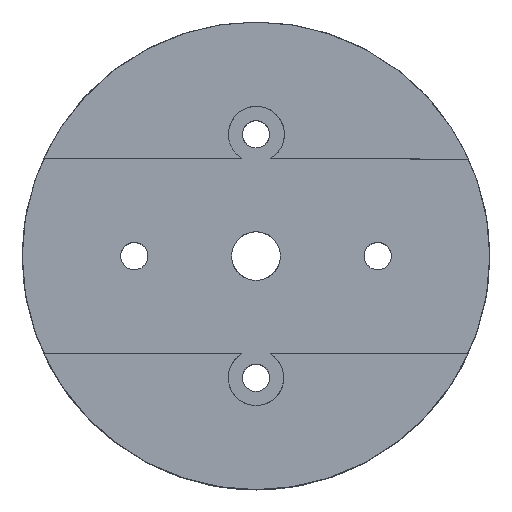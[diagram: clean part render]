
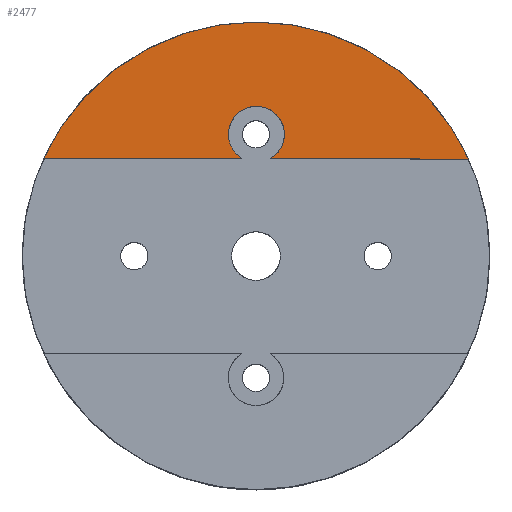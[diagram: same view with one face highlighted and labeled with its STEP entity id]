
A CAD part, top view. The second image highlights one B-rep face of the part: STEP entity #2477.
In plain terms, the highlighted free-form (B-spline) face has degree [1, 1] with [2, 2] control points.
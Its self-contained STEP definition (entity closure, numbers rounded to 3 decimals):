
#2408=(
BOUNDED_SURFACE()
B_SPLINE_SURFACE(1,1,((#2409,#2410),(#2411,#2412)),.UNSPECIFIED.,.F.,.F.,.F.)
B_SPLINE_SURFACE_WITH_KNOTS((2,2),(2,2),(0.000,1.000),(0.000,1.000),.UNSPECIFIED.)
GEOMETRIC_REPRESENTATION_ITEM()
RATIONAL_B_SPLINE_SURFACE(((1.,1.),(1.,1.)))
REPRESENTATION_ITEM('')
SURFACE()
);
#2409=CARTESIAN_POINT('',(-21.795,24.071,7.75));
#2410=CARTESIAN_POINT('',(21.84,24.071,7.75));
#2411=CARTESIAN_POINT('',(-21.795,9.95,7.75));
#2412=CARTESIAN_POINT('',(21.84,9.95,7.75));
#2413=CARTESIAN_POINT('',(21.84,9.95,7.75));
#2414=VERTEX_POINT('',#2413);
#2415=(
BOUNDED_CURVE()
B_SPLINE_CURVE(1,(#2416,#2417),.UNSPECIFIED.,.F.,.F.)
B_SPLINE_CURVE_WITH_KNOTS((2,2),(0.000,1.000),.UNSPECIFIED.)
CURVE()
GEOMETRIC_REPRESENTATION_ITEM()
RATIONAL_B_SPLINE_CURVE((1.,1.))
REPRESENTATION_ITEM('')
);
#2416=CARTESIAN_POINT('',(21.84,9.95,7.75));
#2417=CARTESIAN_POINT('',(1.489,10.019,7.75));
#2418=CARTESIAN_POINT('',(1.489,10.019,7.75));
#2419=VERTEX_POINT('',#2418);
#2420=EDGE_CURVE('',#2414,#2419,#2415,.T.);
#2421=ORIENTED_EDGE('',*,*,#2420,.T.);
#2422=(
BOUNDED_CURVE()
B_SPLINE_CURVE(2,(#2423,#2424,#2425),.UNSPECIFIED.,.F.,.F.)
B_SPLINE_CURVE_WITH_KNOTS((3,3),(0.000,1.000),.UNSPECIFIED.)
CURVE()
GEOMETRIC_REPRESENTATION_ITEM()
RATIONAL_B_SPLINE_CURVE((1.,0.796,1.))
REPRESENTATION_ITEM('')
);
#2423=CARTESIAN_POINT('',(1.489,10.019,7.75));
#2424=CARTESIAN_POINT('',(3.379,11.12,7.75));
#2425=CARTESIAN_POINT('',(2.819,13.235,7.75));
#2426=CARTESIAN_POINT('',(2.819,13.235,7.75));
#2427=VERTEX_POINT('',#2426);
#2428=EDGE_CURVE('',#2419,#2427,#2422,.T.);
#2429=ORIENTED_EDGE('',*,*,#2428,.T.);
#2430=(
BOUNDED_CURVE()
B_SPLINE_CURVE(2,(#2431,#2432,#2433),.UNSPECIFIED.,.F.,.F.)
B_SPLINE_CURVE_WITH_KNOTS((3,3),(0.000,1.000),.UNSPECIFIED.)
CURVE()
GEOMETRIC_REPRESENTATION_ITEM()
RATIONAL_B_SPLINE_CURVE((1.,0.796,1.))
REPRESENTATION_ITEM('')
);
#2431=CARTESIAN_POINT('',(2.819,13.235,7.75));
#2432=CARTESIAN_POINT('',(2.26,15.349,7.75));
#2433=CARTESIAN_POINT('',(0.073,15.372,7.75));
#2434=CARTESIAN_POINT('',(0.073,15.372,7.75));
#2435=VERTEX_POINT('',#2434);
#2436=EDGE_CURVE('',#2427,#2435,#2430,.T.);
#2437=ORIENTED_EDGE('',*,*,#2436,.T.);
#2438=(
BOUNDED_CURVE()
B_SPLINE_CURVE(2,(#2439,#2440,#2441),.UNSPECIFIED.,.F.,.F.)
B_SPLINE_CURVE_WITH_KNOTS((3,3),(0.000,1.000),.UNSPECIFIED.)
CURVE()
GEOMETRIC_REPRESENTATION_ITEM()
RATIONAL_B_SPLINE_CURVE((1.,0.796,1.))
REPRESENTATION_ITEM('')
);
#2439=CARTESIAN_POINT('',(0.073,15.372,7.75));
#2440=CARTESIAN_POINT('',(-2.114,15.395,7.75));
#2441=CARTESIAN_POINT('',(-2.718,13.293,7.75));
#2442=CARTESIAN_POINT('',(-2.718,13.293,7.75));
#2443=VERTEX_POINT('',#2442);
#2444=EDGE_CURVE('',#2435,#2443,#2438,.T.);
#2445=ORIENTED_EDGE('',*,*,#2444,.T.);
#2446=(
BOUNDED_CURVE()
B_SPLINE_CURVE(2,(#2447,#2448,#2449),.UNSPECIFIED.,.F.,.F.)
B_SPLINE_CURVE_WITH_KNOTS((3,3),(0.000,1.000),.UNSPECIFIED.)
CURVE()
GEOMETRIC_REPRESENTATION_ITEM()
RATIONAL_B_SPLINE_CURVE((1.,0.796,1.))
REPRESENTATION_ITEM('')
);
#2447=CARTESIAN_POINT('',(-2.718,13.293,7.75));
#2448=CARTESIAN_POINT('',(-3.321,11.19,7.75));
#2449=CARTESIAN_POINT('',(-1.455,10.05,7.75));
#2450=CARTESIAN_POINT('',(-1.455,10.05,7.75));
#2451=VERTEX_POINT('',#2450);
#2452=EDGE_CURVE('',#2443,#2451,#2446,.T.);
#2453=ORIENTED_EDGE('',*,*,#2452,.T.);
#2454=(
BOUNDED_CURVE()
B_SPLINE_CURVE(1,(#2455,#2456),.UNSPECIFIED.,.F.,.F.)
B_SPLINE_CURVE_WITH_KNOTS((2,2),(0.000,1.000),.UNSPECIFIED.)
CURVE()
GEOMETRIC_REPRESENTATION_ITEM()
RATIONAL_B_SPLINE_CURVE((1.,1.))
REPRESENTATION_ITEM('')
);
#2455=CARTESIAN_POINT('',(-1.455,10.05,7.75));
#2456=CARTESIAN_POINT('',(-21.795,10.05,7.75));
#2457=CARTESIAN_POINT('',(-21.795,10.05,7.75));
#2458=VERTEX_POINT('',#2457);
#2459=EDGE_CURVE('',#2451,#2458,#2454,.T.);
#2460=ORIENTED_EDGE('',*,*,#2459,.T.);
#2461=(
BOUNDED_CURVE()
B_SPLINE_CURVE(2,(#2462,#2463,#2464),.UNSPECIFIED.,.F.,.F.)
B_SPLINE_CURVE_WITH_KNOTS((3,3),(0.000,1.000),.UNSPECIFIED.)
CURVE()
GEOMETRIC_REPRESENTATION_ITEM()
RATIONAL_B_SPLINE_CURVE((1.,0.841,1.))
REPRESENTATION_ITEM('')
);
#2462=CARTESIAN_POINT('',(-21.795,10.05,7.75));
#2463=CARTESIAN_POINT('',(-15.368,24.071,7.75));
#2464=CARTESIAN_POINT('',(0.055,24.035,7.75));
#2465=CARTESIAN_POINT('',(0.055,24.035,7.75));
#2466=VERTEX_POINT('',#2465);
#2467=EDGE_CURVE('',#2458,#2466,#2461,.T.);
#2468=ORIENTED_EDGE('',*,*,#2467,.T.);
#2469=(
BOUNDED_CURVE()
B_SPLINE_CURVE(2,(#2470,#2471,#2472),.UNSPECIFIED.,.F.,.F.)
B_SPLINE_CURVE_WITH_KNOTS((3,3),(0.000,1.000),.UNSPECIFIED.)
CURVE()
GEOMETRIC_REPRESENTATION_ITEM()
RATIONAL_B_SPLINE_CURVE((1.,0.841,1.))
REPRESENTATION_ITEM('')
);
#2470=CARTESIAN_POINT('',(0.055,24.035,7.75));
#2471=CARTESIAN_POINT('',(15.478,24.,7.75));
#2472=CARTESIAN_POINT('',(21.84,9.95,7.75));
#2473=EDGE_CURVE('',#2466,#2414,#2469,.T.);
#2474=ORIENTED_EDGE('',*,*,#2473,.T.);
#2475=EDGE_LOOP('',(#2421,#2429,#2437,#2445,#2453,#2460,#2468,#2474));
#2476=FACE_OUTER_BOUND('',#2475,.T.);
#2477=ADVANCED_FACE('',(#2476),#2408,.T.);
